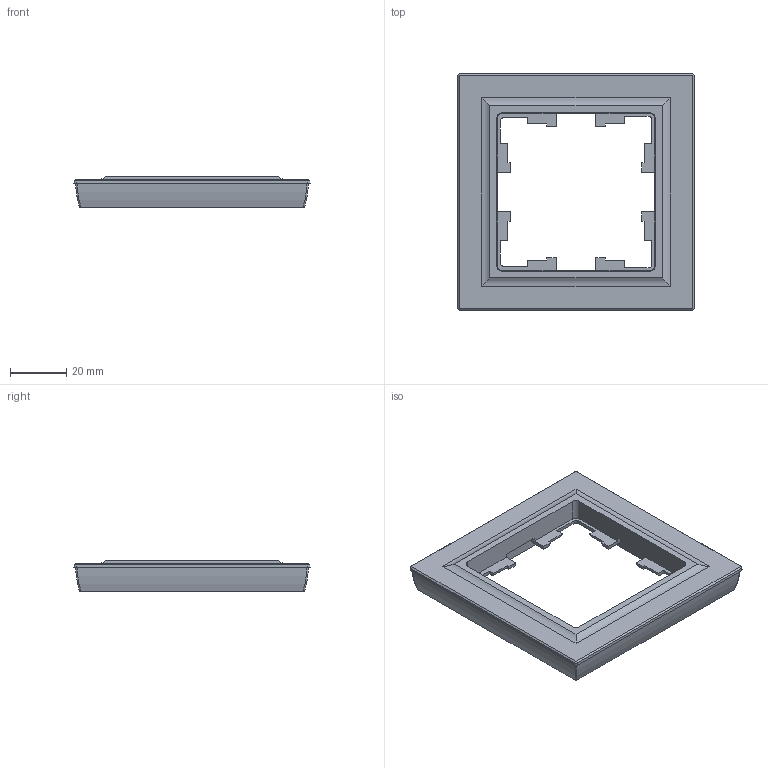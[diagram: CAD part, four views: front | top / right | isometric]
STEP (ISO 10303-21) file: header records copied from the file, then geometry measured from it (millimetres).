
FILE_DESCRIPTION (( 'STEP AP214' ), '1' );
FILE_NAME ('BRITE Ðàìêà 1-ìåñò. ÐÓ-1.STEP', '2025-06-04T10:09:07', ( '' ), ( '' ), 'SwSTEP 2.0', 'SolidWorks 2022', '' );
FILE_SCHEMA (( 'AUTOMOTIVE_DESIGN' ));
Length unit declared in the file: millimetre
Products named in the file (1): BRITE Рамка 1-мест. РУ-1
Bounding box: 84.1 x 84.1 x 10.9 mm (x, y, z)
Volume: 35919 mm3; surface area: 19659 mm2
Topology: 1 solids, 1 shells, 146 faces, 406 edges, 265 vertices
Faces by surface type: plane 110, cylinder 24, bspline 8, cone 4
Entity records: 4764 total; most frequent: CARTESIAN_POINT 1130, ORIENTED_EDGE 812, DIRECTION 648, EDGE_CURVE 406, VECTOR 346, LINE 346, VERTEX_POINT 265, AXIS2_PLACEMENT_3D 151
